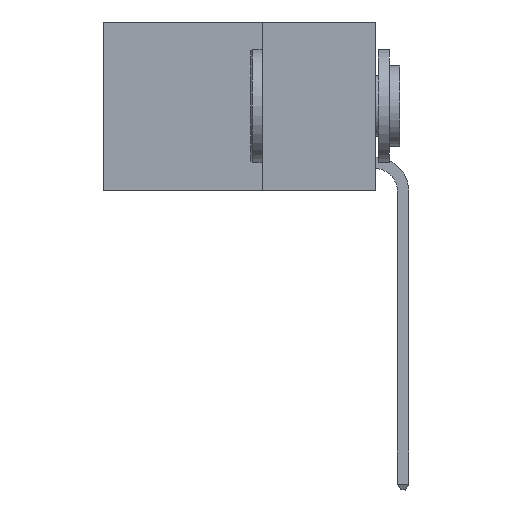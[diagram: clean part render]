
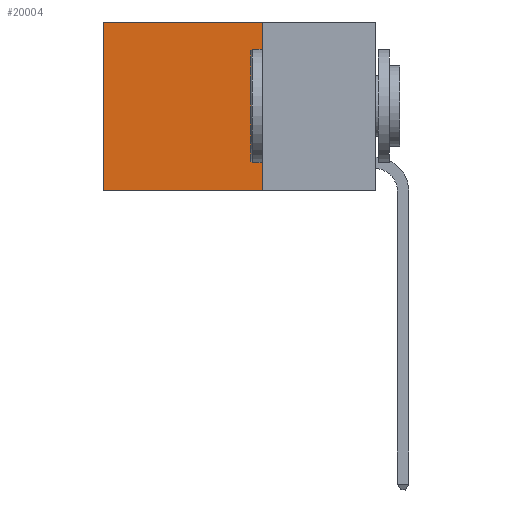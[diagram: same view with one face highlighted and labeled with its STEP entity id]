
A CAD part, left-side view. The second image highlights one B-rep face of the part: STEP entity #20004.
In plain terms, the highlighted planar face has unit normal (-1, 0, 0).
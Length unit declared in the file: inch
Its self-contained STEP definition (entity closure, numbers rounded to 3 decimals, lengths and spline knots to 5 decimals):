
#552 = AXIS2_PLACEMENT_3D ( 'NONE', #22368, #9832, #22448 ) ;
#1306 = CARTESIAN_POINT ( 'NONE',  ( 0.2625, 0.25, -0.37 ) ) ;
#2000 = ORIENTED_EDGE ( 'NONE', *, *, #12215, .T. ) ;
#2542 = ORIENTED_EDGE ( 'NONE', *, *, #3546, .F. ) ;
#2743 = DIRECTION ( 'NONE',  ( 0., 0., -1. ) ) ;
#3546 = EDGE_CURVE ( 'NONE', #12648, #17172, #5893, .T. ) ;
#5673 = FACE_OUTER_BOUND ( 'NONE', #16797, .T. ) ;
#5676 = VECTOR ( 'NONE', #2743, 39.37008 ) ;
#5730 = CARTESIAN_POINT ( 'NONE',  ( 0.2625, 0.25, -0.37 ) ) ;
#5893 = LINE ( 'NONE', #1306, #14950 ) ;
#6152 = VECTOR ( 'NONE', #14023, 39.37008 ) ;
#7787 = EDGE_CURVE ( 'NONE', #19269, #12648, #15877, .T. ) ;
#8965 = EDGE_CURVE ( 'NONE', #17240, #17172, #19805, .T. ) ;
#9832 = DIRECTION ( 'NONE',  ( 1., 0., 0. ) ) ;
#11348 = DIRECTION ( 'NONE',  ( 0., 0., -1. ) ) ;
#12202 = CARTESIAN_POINT ( 'NONE',  ( 0.2625, 0.25, 0. ) ) ;
#12215 = EDGE_CURVE ( 'NONE', #19269, #17240, #20596, .T. ) ;
#12648 = VERTEX_POINT ( 'NONE', #5730 ) ;
#12733 = CARTESIAN_POINT ( 'NONE',  ( 0.2625, 0.25, 0. ) ) ;
#13177 = CARTESIAN_POINT ( 'NONE',  ( 0.2625, 0.6, -0.37 ) ) ;
#13406 = PLANE ( 'NONE',  #552 ) ;
#13986 = DIRECTION ( 'NONE',  ( 0., 1., 0. ) ) ;
#14023 = DIRECTION ( 'NONE',  ( 0., 1., 0. ) ) ;
#14950 = VECTOR ( 'NONE', #13986, 39.37008 ) ;
#15877 = LINE ( 'NONE', #20791, #5676 ) ;
#16797 = EDGE_LOOP ( 'NONE', ( #18798, #2542, #17168, #2000 ) ) ;
#17168 = ORIENTED_EDGE ( 'NONE', *, *, #7787, .F. ) ;
#17172 = VERTEX_POINT ( 'NONE', #13177 ) ;
#17240 = VERTEX_POINT ( 'NONE', #22291 ) ;
#17875 = VECTOR ( 'NONE', #11348, 39.37008 ) ;
#18798 = ORIENTED_EDGE ( 'NONE', *, *, #8965, .T. ) ;
#19269 = VERTEX_POINT ( 'NONE', #12733 ) ;
#19805 = LINE ( 'NONE', #20351, #17875 ) ;
#20004 = ADVANCED_FACE ( 'NONE', ( #5673 ), #13406, .F. ) ;
#20351 = CARTESIAN_POINT ( 'NONE',  ( 0.2625, 0.6, 0. ) ) ;
#20596 = LINE ( 'NONE', #12202, #6152 ) ;
#20791 = CARTESIAN_POINT ( 'NONE',  ( 0.2625, 0.25, 0. ) ) ;
#22291 = CARTESIAN_POINT ( 'NONE',  ( 0.2625, 0.6, 0. ) ) ;
#22368 = CARTESIAN_POINT ( 'NONE',  ( 0.2625, 0.25, 0. ) ) ;
#22448 = DIRECTION ( 'NONE',  ( 0., 0., -1. ) ) ;
